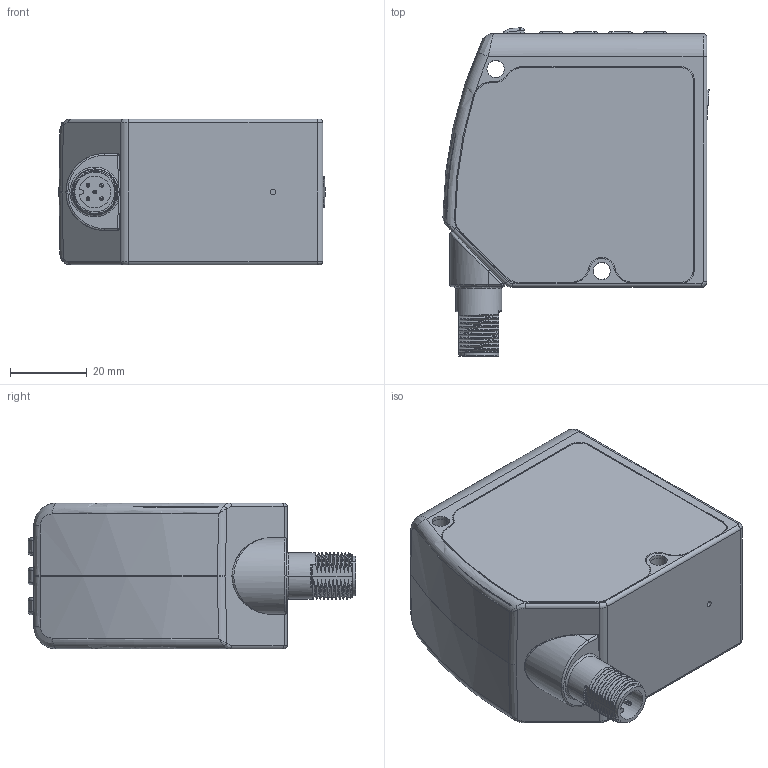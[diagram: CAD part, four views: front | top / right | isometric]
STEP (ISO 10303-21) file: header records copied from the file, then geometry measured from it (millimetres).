
FILE_DESCRIPTION((''),'2;1');
FILE_NAME('186337_SM01_ASM','2022-11-01T13:56:41',('PDMAdmin'),('BANNER ENGINEERING'),'CREO PARAMETRIC BY PTC INC, 2019292','CREO PARAMETRIC BY PTC INC, 2019292','');
FILE_SCHEMA(('CONFIG_CONTROL_DESIGN'));
Length unit declared in the file: millimetre
Products named in the file (2): 186337_EP01; 186337_SM01_ASM
Assembly tree (1 placements, depth 2):
  186337_SM01_ASM
    186337_EP01
Bounding box: 69.27 x 85.37 x 38 mm (x, y, z)
Volume: 159531.1 mm3; surface area: 21796.2 mm2
Topology: 1 solids, 1 shells, 565 faces, 1429 edges, 902 vertices
Faces by surface type: cylinder 204, plane 170, bspline 140, cone 34, torus 7, extrusion 6, sphere 4
Entity records: 27458 total; most frequent: CARTESIAN_POINT 14570, ORIENTED_EDGE 2858, DIRECTION 2426, EDGE_CURVE 1429, VERTEX_POINT 902, AXIS2_PLACEMENT_3D 900, VECTOR 626, LINE 620
